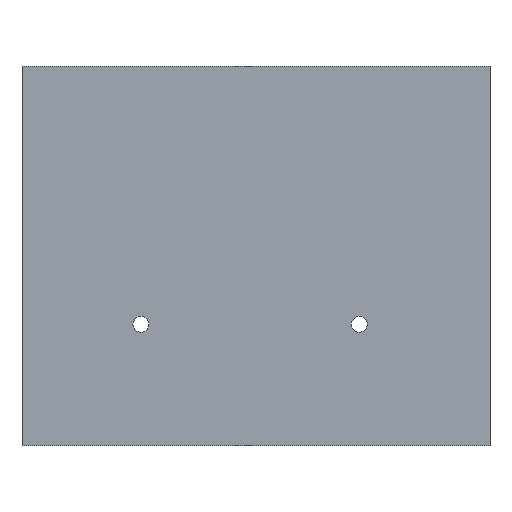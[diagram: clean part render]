
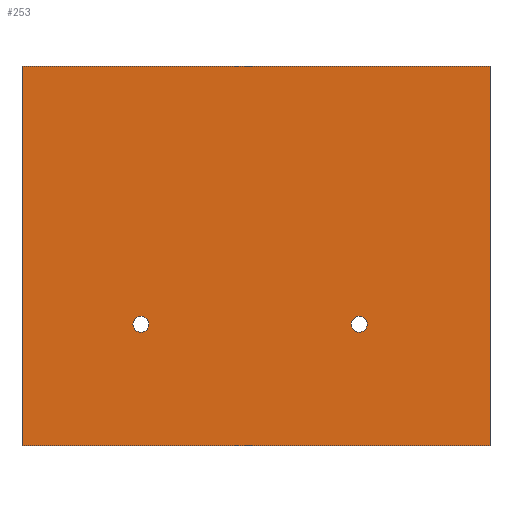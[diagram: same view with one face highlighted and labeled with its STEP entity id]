
A CAD part, top view. The second image highlights one B-rep face of the part: STEP entity #253.
In plain terms, the highlighted planar face has unit normal (0, 0, 1).
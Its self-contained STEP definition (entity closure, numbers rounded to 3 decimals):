
#52 = VERTEX_POINT('',#53);
#53 = CARTESIAN_POINT('',(119.38,25.4,0.411));
#59 = EDGE_CURVE('',#52,#60,#62,.T.);
#60 = VERTEX_POINT('',#61);
#61 = CARTESIAN_POINT('',(25.4,25.4,0.411));
#62 = LINE('',#63,#64);
#63 = CARTESIAN_POINT('',(119.38,25.4,0.411));
#64 = VECTOR('',#65,1.);
#65 = DIRECTION('',(-1.,0.,0.));
#90 = EDGE_CURVE('',#60,#91,#93,.T.);
#91 = VERTEX_POINT('',#92);
#92 = CARTESIAN_POINT('',(25.4,101.6,0.411));
#93 = LINE('',#94,#95);
#94 = CARTESIAN_POINT('',(25.4,25.4,0.411));
#95 = VECTOR('',#96,1.);
#96 = DIRECTION('',(0.,1.,0.));
#121 = EDGE_CURVE('',#91,#122,#124,.T.);
#122 = VERTEX_POINT('',#123);
#123 = CARTESIAN_POINT('',(119.38,101.6,0.411));
#124 = LINE('',#125,#126);
#125 = CARTESIAN_POINT('',(25.4,101.6,0.411));
#126 = VECTOR('',#127,1.);
#127 = DIRECTION('',(1.,0.,0.));
#152 = EDGE_CURVE('',#122,#52,#153,.T.);
#153 = LINE('',#154,#155);
#154 = CARTESIAN_POINT('',(119.38,101.6,0.411));
#155 = VECTOR('',#156,1.);
#156 = DIRECTION('',(0.,-1.,0.));
#176 = VERTEX_POINT('',#177);
#177 = CARTESIAN_POINT('',(50.885,49.806,0.411));
#183 = EDGE_CURVE('',#176,#176,#184,.T.);
#184 = CIRCLE('',#185,1.6);
#185 = AXIS2_PLACEMENT_3D('',#186,#187,#188);
#186 = CARTESIAN_POINT('',(49.285,49.806,0.411));
#187 = DIRECTION('',(0.,0.,1.));
#188 = DIRECTION('',(1.,0.,0.));
#209 = VERTEX_POINT('',#210);
#210 = CARTESIAN_POINT('',(94.725,49.806,0.411));
#216 = EDGE_CURVE('',#209,#209,#217,.T.);
#217 = CIRCLE('',#218,1.6);
#218 = AXIS2_PLACEMENT_3D('',#219,#220,#221);
#219 = CARTESIAN_POINT('',(93.125,49.806,0.411));
#220 = DIRECTION('',(0.,0.,1.));
#221 = DIRECTION('',(1.,0.,0.));
#253 = ADVANCED_FACE('',(#254,#260,#263),#266,.T.);
#254 = FACE_BOUND('',#255,.F.);
#255 = EDGE_LOOP('',(#256,#257,#258,#259));
#256 = ORIENTED_EDGE('',*,*,#59,.T.);
#257 = ORIENTED_EDGE('',*,*,#90,.T.);
#258 = ORIENTED_EDGE('',*,*,#121,.T.);
#259 = ORIENTED_EDGE('',*,*,#152,.T.);
#260 = FACE_BOUND('',#261,.T.);
#261 = EDGE_LOOP('',(#262));
#262 = ORIENTED_EDGE('',*,*,#183,.F.);
#263 = FACE_BOUND('',#264,.T.);
#264 = EDGE_LOOP('',(#265));
#265 = ORIENTED_EDGE('',*,*,#216,.F.);
#266 = PLANE('',#267);
#267 = AXIS2_PLACEMENT_3D('',#268,#269,#270);
#268 = CARTESIAN_POINT('',(119.38,25.4,0.411));
#269 = DIRECTION('',(0.,0.,1.));
#270 = DIRECTION('',(1.,0.,0.));
